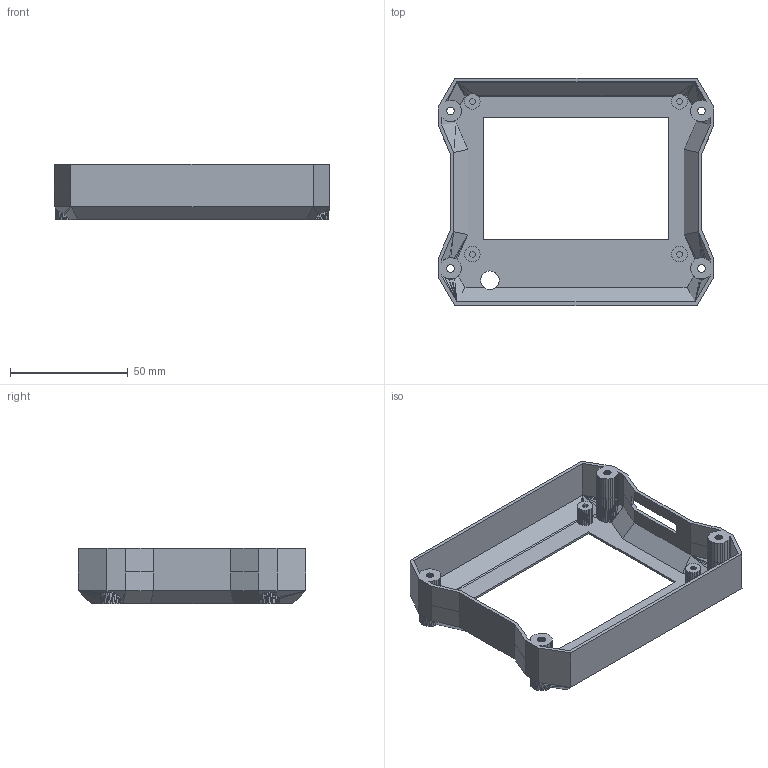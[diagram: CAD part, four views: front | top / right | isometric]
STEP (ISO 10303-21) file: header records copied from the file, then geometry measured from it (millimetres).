
FILE_DESCRIPTION(/* description */ ('STEP AP242','CAx-IF Rec.Pracs.---Representation and Presentation of Product Manufacturing Information (PMI)---4.0---2014-10-13','CAx-IF Rec.Pracs.---3D Tessellated Geometry---0.4---2014-09-14','2;1'),/* implementation_level */ '2;1');
FILE_NAME(/* name */ '62db398150e44b3c35276dd4',/* time_stamp */ '2022-07-22T23:57:55+00:00',/* author */ (''),/* organization */ (''),/* preprocessor_version */ 'ST-DEVELOPER v18.102',/* originating_system */ ' ',/* authorisation */ ' ');
FILE_SCHEMA (('AP242_MANAGED_MODEL_BASED_3D_ENGINEERING_MIM_LF { 1 0 10303 442 1 1 4 }'));
Length unit declared in the file: metre
Products named in the file (1): MK5Kit_LCDMount-dh
Bounding box: 117 x 96.51 x 23.41 mm (x, y, z)
Volume: 26003.4 mm3; surface area: 32145.8 mm2
Topology: 1 solids, 1 shells, 1051 faces, 2313 edges, 1268 vertices
Faces by surface type: plane 1050, cylinder 1
Full cylindrical faces by diameter (mm): 8 x1
Entity records: 27429 total; most frequent: CARTESIAN_POINT 5347, ORIENTED_EDGE 4622, DIRECTION 4179, EDGE_CURVE 2311, LINE 2069, VECTOR 2069, VERTEX_POINT 1267, EDGE_LOOP 1070
